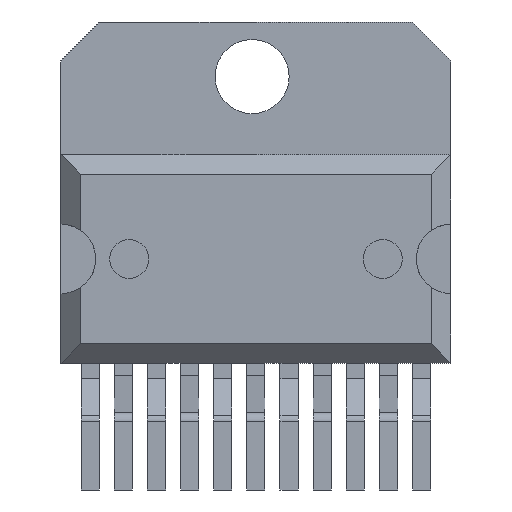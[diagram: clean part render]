
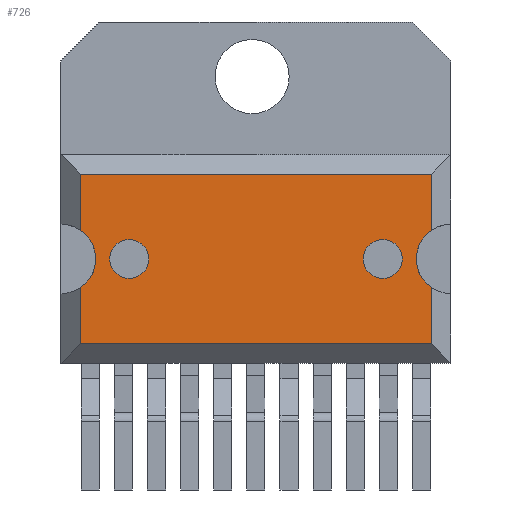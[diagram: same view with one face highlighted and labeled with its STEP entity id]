
A CAD part, front view. The second image highlights one B-rep face of the part: STEP entity #726.
In plain terms, the highlighted planar face has unit normal (0, -1, 0).
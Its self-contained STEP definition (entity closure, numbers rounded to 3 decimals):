
#13=DIRECTION('',(0.,0.,1.));
#61=VECTOR('',#62,1.);
#62=DIRECTION('',(-1.,0.,0.));
#68=VECTOR('',#13,1.);
#92=DIRECTION('',(0.,-1.,0.));
#93=DIRECTION('',(1.,0.,0.));
#315=VERTEX_POINT('',#316);
#316=CARTESIAN_POINT('',(17.51,-0.45,13.4));
#321=ORIENTED_EDGE('',*,*,#322,.T.);
#322=EDGE_CURVE('',#315,#323,#325,.T.);
#323=VERTEX_POINT('',#324);
#324=CARTESIAN_POINT('',(-0.49,-0.45,13.4));
#325=LINE('',#326,#61);
#326=CARTESIAN_POINT('',(18.51,-0.45,13.4));
#594=VERTEX_POINT('',#595);
#595=CARTESIAN_POINT('',(-0.49,-0.45,4.7));
#601=EDGE_CURVE('',#594,#602,#604,.T.);
#602=VERTEX_POINT('',#603);
#603=CARTESIAN_POINT('',(-0.49,-0.45,7.577));
#604=LINE('',#605,#68);
#605=CARTESIAN_POINT('',(-0.49,-0.45,3.7));
#622=VERTEX_POINT('',#623);
#623=CARTESIAN_POINT('',(0.29,-0.45,9.05));
#629=ORIENTED_EDGE('',*,*,#630,.F.);
#630=EDGE_CURVE('',#602,#622,#631,.T.);
#631=CIRCLE('',#632,1.78);
#632=AXIS2_PLACEMENT_3D('',#633,#92,#93);
#633=CARTESIAN_POINT('',(-1.49,-0.45,9.05));
#652=ORIENTED_EDGE('',*,*,#653,.F.);
#653=EDGE_CURVE('',#622,#654,#631,.T.);
#654=VERTEX_POINT('',#655);
#655=CARTESIAN_POINT('',(-0.49,-0.45,10.523));
#664=EDGE_CURVE('',#654,#323,#604,.T.);
#671=VERTEX_POINT('',#672);
#672=CARTESIAN_POINT('',(17.51,-0.45,4.7));
#680=VERTEX_POINT('',#681);
#681=CARTESIAN_POINT('',(17.51,-0.45,7.577));
#688=EDGE_CURVE('',#671,#680,#689,.T.);
#689=LINE('',#690,#68);
#690=CARTESIAN_POINT('',(17.51,-0.45,3.7));
#697=ORIENTED_EDGE('',*,*,#698,.F.);
#698=EDGE_CURVE('',#699,#680,#701,.T.);
#699=VERTEX_POINT('',#700);
#700=CARTESIAN_POINT('',(17.51,-0.45,10.523));
#701=CIRCLE('',#702,1.78);
#702=AXIS2_PLACEMENT_3D('',#703,#92,#93);
#703=CARTESIAN_POINT('',(18.51,-0.45,9.05));
#725=EDGE_CURVE('',#699,#315,#689,.T.);
#726=ADVANCED_FACE('',(#727,#737,#746),#755,.T.);
#727=FACE_BOUND('',#728,.T.);
#728=EDGE_LOOP('',(#729,#733,#697,#734,#321,#735,#652,#629,    #736));
#729=ORIENTED_EDGE('',*,*,#730,.F.);
#730=EDGE_CURVE('',#671,#594,#731,.T.);
#731=LINE('',#732,#61);
#732=CARTESIAN_POINT('',(18.51,-0.45,4.7));
#733=ORIENTED_EDGE('',*,*,#688,.T.);
#734=ORIENTED_EDGE('',*,*,#725,.T.);
#735=ORIENTED_EDGE('',*,*,#664,.F.);
#736=ORIENTED_EDGE('',*,*,#601,.F.);
#737=FACE_BOUND('',#738,.T.);
#738=EDGE_LOOP('',(#739));
#739=ORIENTED_EDGE('',*,*,#740,.F.);
#740=EDGE_CURVE('',#741,#741,#743,.T.);
#741=VERTEX_POINT('',#742);
#742=CARTESIAN_POINT('',(3.01,-0.45,9.05));
#743=CIRCLE('',#744,1.);
#744=AXIS2_PLACEMENT_3D('',#745,#92,#93);
#745=CARTESIAN_POINT('',(2.01,-0.45,9.05));
#746=FACE_BOUND('',#747,.T.);
#747=EDGE_LOOP('',(#748));
#748=ORIENTED_EDGE('',*,*,#749,.F.);
#749=EDGE_CURVE('',#750,#750,#752,.T.);
#750=VERTEX_POINT('',#751);
#751=CARTESIAN_POINT('',(16.01,-0.45,9.05));
#752=CIRCLE('',#753,1.);
#753=AXIS2_PLACEMENT_3D('',#754,#92,#93);
#754=CARTESIAN_POINT('',(15.01,-0.45,9.05));
#755=PLANE('',#756);
#756=AXIS2_PLACEMENT_3D('',#757,#92,#62);
#757=CARTESIAN_POINT('',(18.51,-0.45,3.7));
